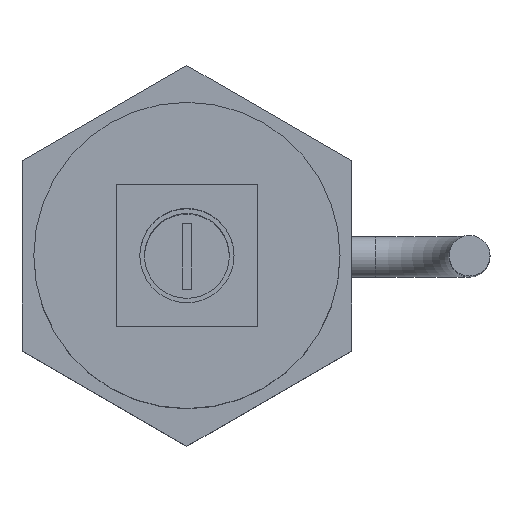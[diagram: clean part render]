
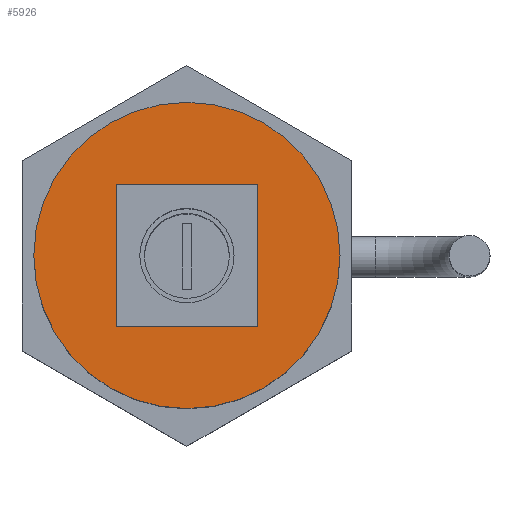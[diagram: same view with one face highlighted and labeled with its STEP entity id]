
A CAD part, top view. The second image highlights one B-rep face of the part: STEP entity #5926.
In plain terms, the highlighted planar face has unit normal (0, 0, 1).
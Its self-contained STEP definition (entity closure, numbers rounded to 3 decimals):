
#5842 = EDGE_CURVE('',#5843,#5843,#5845,.T.);
#5843 = VERTEX_POINT('',#5844);
#5844 = CARTESIAN_POINT('',(3.25,0.,15.));
#5845 = SURFACE_CURVE('',#5846,(#5851,#5863),.PCURVE_S1.);
#5846 = CIRCLE('',#5847,3.25);
#5847 = AXIS2_PLACEMENT_3D('',#5848,#5849,#5850);
#5848 = CARTESIAN_POINT('',(0.,0.,15.));
#5849 = DIRECTION('',(0.,0.,1.));
#5850 = DIRECTION('',(1.,0.,-0.));
#5851 = PCURVE('',#5852,#5857);
#5852 = CYLINDRICAL_SURFACE('',#5853,3.25);
#5853 = AXIS2_PLACEMENT_3D('',#5854,#5855,#5856);
#5854 = CARTESIAN_POINT('',(0.,0.,11.5));
#5855 = DIRECTION('',(0.,0.,1.));
#5856 = DIRECTION('',(1.,0.,-0.));
#5857 = DEFINITIONAL_REPRESENTATION('',(#5858),#5862);
#5858 = LINE('',#5859,#5860);
#5859 = CARTESIAN_POINT('',(0.,3.5));
#5860 = VECTOR('',#5861,1.);
#5861 = DIRECTION('',(1.,0.));
#5862 = ( GEOMETRIC_REPRESENTATION_CONTEXT(2) 
PARAMETRIC_REPRESENTATION_CONTEXT() REPRESENTATION_CONTEXT('2D SPACE',''
  ) );
#5863 = PCURVE('',#5864,#5869);
#5864 = PLANE('',#5865);
#5865 = AXIS2_PLACEMENT_3D('',#5866,#5867,#5868);
#5866 = CARTESIAN_POINT('',(0.,0.,15.));
#5867 = DIRECTION('',(0.,0.,1.));
#5868 = DIRECTION('',(1.,0.,-0.));
#5869 = DEFINITIONAL_REPRESENTATION('',(#5870),#5874);
#5870 = CIRCLE('',#5871,3.25);
#5871 = AXIS2_PLACEMENT_2D('',#5872,#5873);
#5872 = CARTESIAN_POINT('',(0.,0.));
#5873 = DIRECTION('',(1.,0.));
#5874 = ( GEOMETRIC_REPRESENTATION_CONTEXT(2) 
PARAMETRIC_REPRESENTATION_CONTEXT() REPRESENTATION_CONTEXT('2D SPACE',''
  ) );
#5926 = ADVANCED_FACE('',(#5927,#5930),#5864,.T.);
#5927 = FACE_BOUND('',#5928,.T.);
#5928 = EDGE_LOOP('',(#5929));
#5929 = ORIENTED_EDGE('',*,*,#5842,.T.);
#5930 = FACE_BOUND('',#5931,.T.);
#5931 = EDGE_LOOP('',(#5932,#5962,#5990,#6018));
#5932 = ORIENTED_EDGE('',*,*,#5933,.T.);
#5933 = EDGE_CURVE('',#5934,#5936,#5938,.T.);
#5934 = VERTEX_POINT('',#5935);
#5935 = CARTESIAN_POINT('',(1.5,-1.5,15.));
#5936 = VERTEX_POINT('',#5937);
#5937 = CARTESIAN_POINT('',(-1.5,-1.5,15.));
#5938 = SURFACE_CURVE('',#5939,(#5943,#5950),.PCURVE_S1.);
#5939 = LINE('',#5940,#5941);
#5940 = CARTESIAN_POINT('',(-0.75,-1.5,15.));
#5941 = VECTOR('',#5942,1.);
#5942 = DIRECTION('',(-1.,0.,0.));
#5943 = PCURVE('',#5864,#5944);
#5944 = DEFINITIONAL_REPRESENTATION('',(#5945),#5949);
#5945 = LINE('',#5946,#5947);
#5946 = CARTESIAN_POINT('',(-0.75,-1.5));
#5947 = VECTOR('',#5948,1.);
#5948 = DIRECTION('',(-1.,0.));
#5949 = ( GEOMETRIC_REPRESENTATION_CONTEXT(2) 
PARAMETRIC_REPRESENTATION_CONTEXT() REPRESENTATION_CONTEXT('2D SPACE',''
  ) );
#5950 = PCURVE('',#5951,#5956);
#5951 = PLANE('',#5952);
#5952 = AXIS2_PLACEMENT_3D('',#5953,#5954,#5955);
#5953 = CARTESIAN_POINT('',(-1.5,-1.5,14.));
#5954 = DIRECTION('',(0.,1.,0.));
#5955 = DIRECTION('',(0.,-0.,1.));
#5956 = DEFINITIONAL_REPRESENTATION('',(#5957),#5961);
#5957 = LINE('',#5958,#5959);
#5958 = CARTESIAN_POINT('',(1.,0.75));
#5959 = VECTOR('',#5960,1.);
#5960 = DIRECTION('',(0.,-1.));
#5961 = ( GEOMETRIC_REPRESENTATION_CONTEXT(2) 
PARAMETRIC_REPRESENTATION_CONTEXT() REPRESENTATION_CONTEXT('2D SPACE',''
  ) );
#5962 = ORIENTED_EDGE('',*,*,#5963,.T.);
#5963 = EDGE_CURVE('',#5936,#5964,#5966,.T.);
#5964 = VERTEX_POINT('',#5965);
#5965 = CARTESIAN_POINT('',(-1.5,1.5,15.));
#5966 = SURFACE_CURVE('',#5967,(#5971,#5978),.PCURVE_S1.);
#5967 = LINE('',#5968,#5969);
#5968 = CARTESIAN_POINT('',(-1.5,-0.75,15.));
#5969 = VECTOR('',#5970,1.);
#5970 = DIRECTION('',(0.,1.,0.));
#5971 = PCURVE('',#5864,#5972);
#5972 = DEFINITIONAL_REPRESENTATION('',(#5973),#5977);
#5973 = LINE('',#5974,#5975);
#5974 = CARTESIAN_POINT('',(-1.5,-0.75));
#5975 = VECTOR('',#5976,1.);
#5976 = DIRECTION('',(0.,1.));
#5977 = ( GEOMETRIC_REPRESENTATION_CONTEXT(2) 
PARAMETRIC_REPRESENTATION_CONTEXT() REPRESENTATION_CONTEXT('2D SPACE',''
  ) );
#5978 = PCURVE('',#5979,#5984);
#5979 = PLANE('',#5980);
#5980 = AXIS2_PLACEMENT_3D('',#5981,#5982,#5983);
#5981 = CARTESIAN_POINT('',(-1.5,-1.5,14.));
#5982 = DIRECTION('',(1.,0.,0.));
#5983 = DIRECTION('',(0.,0.,1.));
#5984 = DEFINITIONAL_REPRESENTATION('',(#5985),#5989);
#5985 = LINE('',#5986,#5987);
#5986 = CARTESIAN_POINT('',(1.,-0.75));
#5987 = VECTOR('',#5988,1.);
#5988 = DIRECTION('',(0.,-1.));
#5989 = ( GEOMETRIC_REPRESENTATION_CONTEXT(2) 
PARAMETRIC_REPRESENTATION_CONTEXT() REPRESENTATION_CONTEXT('2D SPACE',''
  ) );
#5990 = ORIENTED_EDGE('',*,*,#5991,.F.);
#5991 = EDGE_CURVE('',#5992,#5964,#5994,.T.);
#5992 = VERTEX_POINT('',#5993);
#5993 = CARTESIAN_POINT('',(1.5,1.5,15.));
#5994 = SURFACE_CURVE('',#5995,(#5999,#6006),.PCURVE_S1.);
#5995 = LINE('',#5996,#5997);
#5996 = CARTESIAN_POINT('',(-0.75,1.5,15.));
#5997 = VECTOR('',#5998,1.);
#5998 = DIRECTION('',(-1.,0.,0.));
#5999 = PCURVE('',#5864,#6000);
#6000 = DEFINITIONAL_REPRESENTATION('',(#6001),#6005);
#6001 = LINE('',#6002,#6003);
#6002 = CARTESIAN_POINT('',(-0.75,1.5));
#6003 = VECTOR('',#6004,1.);
#6004 = DIRECTION('',(-1.,0.));
#6005 = ( GEOMETRIC_REPRESENTATION_CONTEXT(2) 
PARAMETRIC_REPRESENTATION_CONTEXT() REPRESENTATION_CONTEXT('2D SPACE',''
  ) );
#6006 = PCURVE('',#6007,#6012);
#6007 = PLANE('',#6008);
#6008 = AXIS2_PLACEMENT_3D('',#6009,#6010,#6011);
#6009 = CARTESIAN_POINT('',(-1.5,1.5,14.));
#6010 = DIRECTION('',(0.,1.,0.));
#6011 = DIRECTION('',(0.,-0.,1.));
#6012 = DEFINITIONAL_REPRESENTATION('',(#6013),#6017);
#6013 = LINE('',#6014,#6015);
#6014 = CARTESIAN_POINT('',(1.,0.75));
#6015 = VECTOR('',#6016,1.);
#6016 = DIRECTION('',(0.,-1.));
#6017 = ( GEOMETRIC_REPRESENTATION_CONTEXT(2) 
PARAMETRIC_REPRESENTATION_CONTEXT() REPRESENTATION_CONTEXT('2D SPACE',''
  ) );
#6018 = ORIENTED_EDGE('',*,*,#6019,.F.);
#6019 = EDGE_CURVE('',#5934,#5992,#6020,.T.);
#6020 = SURFACE_CURVE('',#6021,(#6025,#6032),.PCURVE_S1.);
#6021 = LINE('',#6022,#6023);
#6022 = CARTESIAN_POINT('',(1.5,-0.75,15.));
#6023 = VECTOR('',#6024,1.);
#6024 = DIRECTION('',(0.,1.,0.));
#6025 = PCURVE('',#5864,#6026);
#6026 = DEFINITIONAL_REPRESENTATION('',(#6027),#6031);
#6027 = LINE('',#6028,#6029);
#6028 = CARTESIAN_POINT('',(1.5,-0.75));
#6029 = VECTOR('',#6030,1.);
#6030 = DIRECTION('',(0.,1.));
#6031 = ( GEOMETRIC_REPRESENTATION_CONTEXT(2) 
PARAMETRIC_REPRESENTATION_CONTEXT() REPRESENTATION_CONTEXT('2D SPACE',''
  ) );
#6032 = PCURVE('',#6033,#6038);
#6033 = PLANE('',#6034);
#6034 = AXIS2_PLACEMENT_3D('',#6035,#6036,#6037);
#6035 = CARTESIAN_POINT('',(1.5,-1.5,14.));
#6036 = DIRECTION('',(1.,0.,0.));
#6037 = DIRECTION('',(0.,0.,1.));
#6038 = DEFINITIONAL_REPRESENTATION('',(#6039),#6043);
#6039 = LINE('',#6040,#6041);
#6040 = CARTESIAN_POINT('',(1.,-0.75));
#6041 = VECTOR('',#6042,1.);
#6042 = DIRECTION('',(0.,-1.));
#6043 = ( GEOMETRIC_REPRESENTATION_CONTEXT(2) 
PARAMETRIC_REPRESENTATION_CONTEXT() REPRESENTATION_CONTEXT('2D SPACE',''
  ) );
